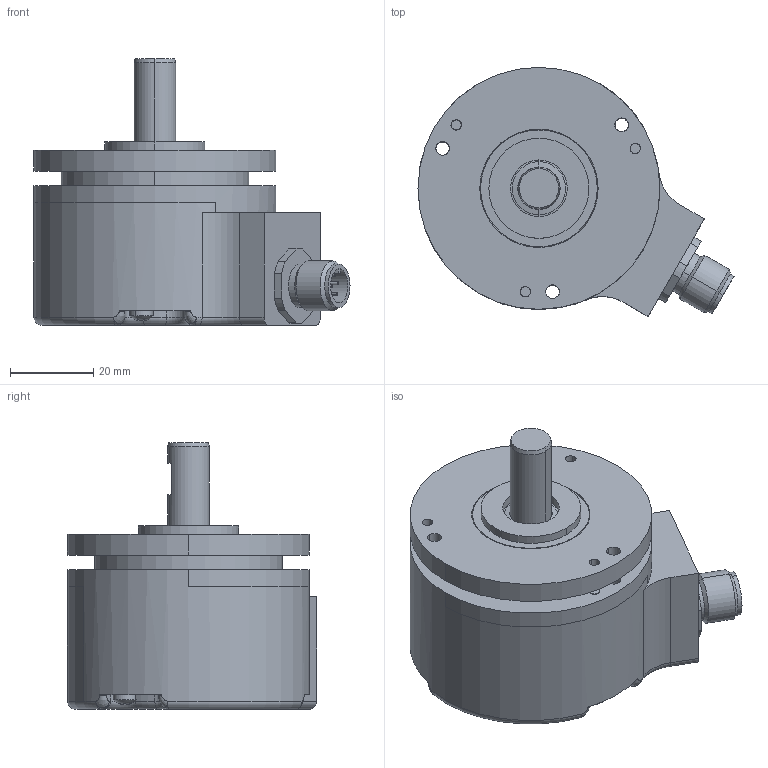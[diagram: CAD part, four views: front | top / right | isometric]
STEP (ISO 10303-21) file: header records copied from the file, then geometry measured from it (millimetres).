
FILE_DESCRIPTION((''),'2;1');
FILE_NAME('537401','2010-11-10T',('se2802'),(''),'PRO/ENGINEER BY PARAMETRIC TECHNOLOGY CORPORATION, 2010180','PRO/ENGINEER BY PARAMETRIC TECHNOLOGY CORPORATION, 2010180','');
FILE_SCHEMA(('CONFIG_CONTROL_DESIGN'));
Length unit declared in the file: millimetre
Products named in the file (1): 537401
Bounding box: 75.77 x 59.69 x 64 mm (x, y, z)
Volume: 71647.9 mm3; surface area: 38185.7 mm2
Topology: 2 solids, 4 shells, 1246 faces, 3438 edges, 2242 vertices
Faces by surface type: cylinder 418, plane 359, extrusion 324, torus 71, cone 56, sphere 12, bspline 6
Entity records: 45443 total; most frequent: CARTESIAN_POINT 14213, ORIENTED_EDGE 6872, DIRECTION 5873, EDGE_CURVE 3436, VERTEX_POINT 2242, AXIS2_PLACEMENT_3D 2110, VECTOR 1653, EDGE_LOOP 1370
